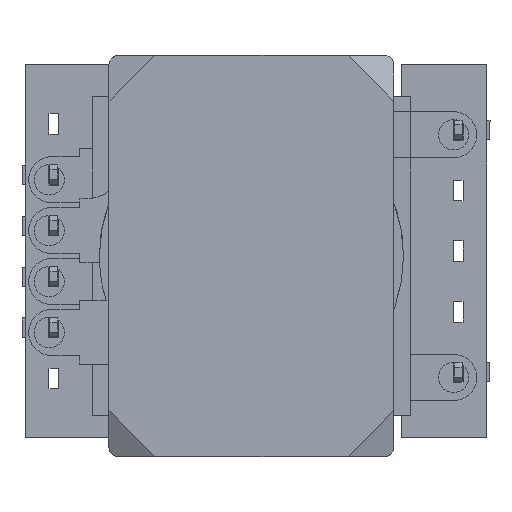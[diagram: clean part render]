
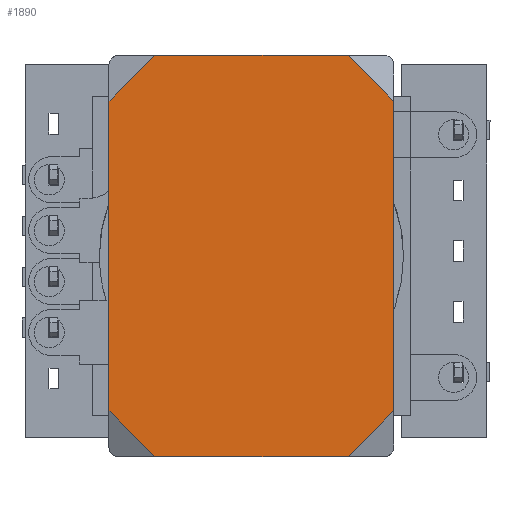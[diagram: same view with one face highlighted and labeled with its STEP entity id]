
A CAD part, top view. The second image highlights one B-rep face of the part: STEP entity #1890.
In plain terms, the highlighted planar face has unit normal (0, 0, 1).
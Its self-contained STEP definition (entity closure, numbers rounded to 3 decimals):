
#59 = ORIENTED_EDGE ( 'NONE', *, *, #3172, .T. ) ;
#283 = VERTEX_POINT ( 'NONE', #5995 ) ;
#375 = LINE ( 'NONE', #3151, #8105 ) ;
#432 = VERTEX_POINT ( 'NONE', #1271 ) ;
#458 = CARTESIAN_POINT ( 'NONE',  ( 17.9, -22.33, 0. ) ) ;
#514 = VECTOR ( 'NONE', #2463, 1000. ) ;
#746 = VERTEX_POINT ( 'NONE', #6185 ) ;
#987 = CARTESIAN_POINT ( 'NONE',  ( 20.115, -20.115, 0. ) ) ;
#1271 = CARTESIAN_POINT ( 'NONE',  ( 15.03, 0., 0. ) ) ;
#1378 = EDGE_CURVE ( 'NONE', #283, #2129, #5375, .T. ) ;
#1728 = ORIENTED_EDGE ( 'NONE', *, *, #9176, .T. ) ;
#1766 = DIRECTION ( 'NONE',  ( -0.707, 0.707, 0. ) ) ;
#1806 = CARTESIAN_POINT ( 'NONE',  ( 0., 0., 0. ) ) ;
#1810 = LINE ( 'NONE', #6165, #2438 ) ;
#1830 = EDGE_CURVE ( 'NONE', #2129, #8791, #7173, .T. ) ;
#1890 = ADVANCED_FACE ( 'NONE', ( #3398 ), #2804, .T. ) ;
#1905 = CARTESIAN_POINT ( 'NONE',  ( 17.9, -2.87, 0. ) ) ;
#2119 = VECTOR ( 'NONE', #8872, 1000. ) ;
#2129 = VERTEX_POINT ( 'NONE', #458 ) ;
#2199 = ORIENTED_EDGE ( 'NONE', *, *, #2298, .T. ) ;
#2298 = EDGE_CURVE ( 'NONE', #6509, #746, #7395, .T. ) ;
#2302 = CARTESIAN_POINT ( 'NONE',  ( 0., -25.2, 0. ) ) ;
#2438 = VECTOR ( 'NONE', #1766, 1000. ) ;
#2463 = DIRECTION ( 'NONE',  ( 0., -1., 0. ) ) ;
#2637 = VECTOR ( 'NONE', #3058, 1000. ) ;
#2804 = PLANE ( 'NONE',  #7019 ) ;
#3058 = DIRECTION ( 'NONE',  ( -1., 0., 0. ) ) ;
#3151 = CARTESIAN_POINT ( 'NONE',  ( -11.165, -11.165, 0. ) ) ;
#3164 = EDGE_CURVE ( 'NONE', #4946, #7515, #375, .T. ) ;
#3172 = EDGE_CURVE ( 'NONE', #8791, #432, #1810, .T. ) ;
#3332 = LINE ( 'NONE', #1806, #514 ) ;
#3398 = FACE_OUTER_BOUND ( 'NONE', #3824, .T. ) ;
#3440 = DIRECTION ( 'NONE',  ( 0., 1., 0. ) ) ;
#3737 = CARTESIAN_POINT ( 'NONE',  ( 1.435, -1.435, 0. ) ) ;
#3824 = EDGE_LOOP ( 'NONE', ( #1728, #7798, #4612, #59, #5550, #2199, #3838, #7525 ) ) ;
#3838 = ORIENTED_EDGE ( 'NONE', *, *, #6782, .T. ) ;
#3943 = VECTOR ( 'NONE', #6877, 1000. ) ;
#4156 = DIRECTION ( 'NONE',  ( 0., 0., 1. ) ) ;
#4612 = ORIENTED_EDGE ( 'NONE', *, *, #1830, .T. ) ;
#4946 = VERTEX_POINT ( 'NONE', #6644 ) ;
#5375 = LINE ( 'NONE', #987, #3943 ) ;
#5550 = ORIENTED_EDGE ( 'NONE', *, *, #6109, .T. ) ;
#5995 = CARTESIAN_POINT ( 'NONE',  ( 15.03, -25.2, 0. ) ) ;
#6109 = EDGE_CURVE ( 'NONE', #432, #6509, #8289, .T. ) ;
#6165 = CARTESIAN_POINT ( 'NONE',  ( 7.515, 7.515, 0. ) ) ;
#6185 = CARTESIAN_POINT ( 'NONE',  ( 0., -2.87, 0. ) ) ;
#6483 = LINE ( 'NONE', #2302, #6503 ) ;
#6503 = VECTOR ( 'NONE', #8060, 1000. ) ;
#6509 = VERTEX_POINT ( 'NONE', #9423 ) ;
#6644 = CARTESIAN_POINT ( 'NONE',  ( 0., -22.33, 0. ) ) ;
#6782 = EDGE_CURVE ( 'NONE', #746, #4946, #3332, .T. ) ;
#6877 = DIRECTION ( 'NONE',  ( 0.707, 0.707, 0. ) ) ;
#7019 = AXIS2_PLACEMENT_3D ( 'NONE', #9201, #4156, #7079 ) ;
#7079 = DIRECTION ( 'NONE',  ( 1., 0., 0. ) ) ;
#7173 = LINE ( 'NONE', #8616, #8850 ) ;
#7372 = CARTESIAN_POINT ( 'NONE',  ( 2.87, -25.2, 0. ) ) ;
#7395 = LINE ( 'NONE', #3737, #2119 ) ;
#7515 = VERTEX_POINT ( 'NONE', #7372 ) ;
#7525 = ORIENTED_EDGE ( 'NONE', *, *, #3164, .T. ) ;
#7798 = ORIENTED_EDGE ( 'NONE', *, *, #1378, .T. ) ;
#8060 = DIRECTION ( 'NONE',  ( 1., 0., 0. ) ) ;
#8105 = VECTOR ( 'NONE', #8425, 1000. ) ;
#8289 = LINE ( 'NONE', #9003, #2637 ) ;
#8425 = DIRECTION ( 'NONE',  ( 0.707, -0.707, 0. ) ) ;
#8616 = CARTESIAN_POINT ( 'NONE',  ( 17.9, 0., 0. ) ) ;
#8791 = VERTEX_POINT ( 'NONE', #1905 ) ;
#8850 = VECTOR ( 'NONE', #3440, 1000. ) ;
#8872 = DIRECTION ( 'NONE',  ( -0.707, -0.707, 0. ) ) ;
#9003 = CARTESIAN_POINT ( 'NONE',  ( 0., 0., 0. ) ) ;
#9176 = EDGE_CURVE ( 'NONE', #7515, #283, #6483, .T. ) ;
#9201 = CARTESIAN_POINT ( 'NONE',  ( 0., 0., 0. ) ) ;
#9423 = CARTESIAN_POINT ( 'NONE',  ( 2.87, 0., 0. ) ) ;
